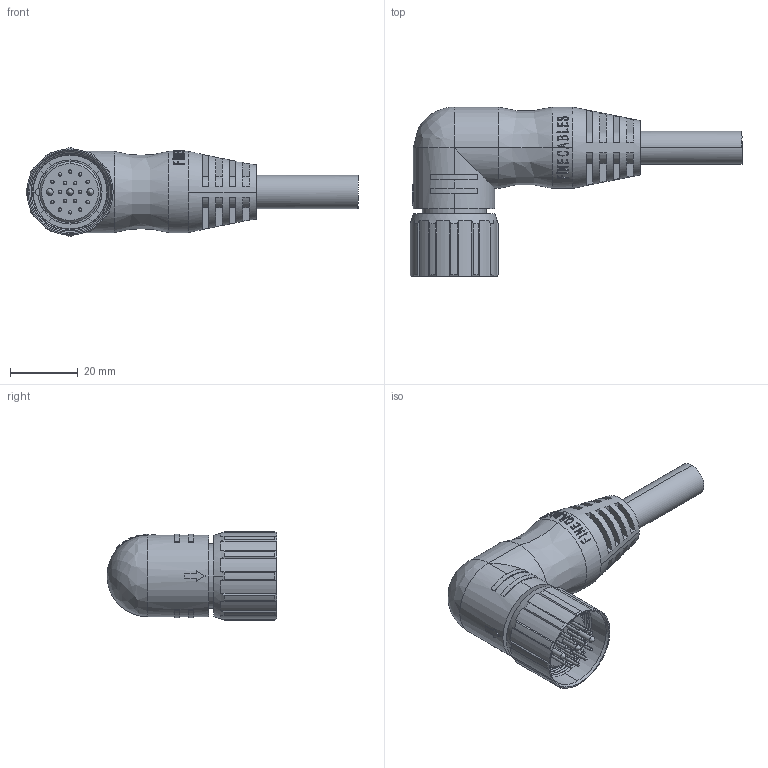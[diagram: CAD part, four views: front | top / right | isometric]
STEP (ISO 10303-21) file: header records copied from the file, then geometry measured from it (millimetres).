
FILE_DESCRIPTION (( 'STEP AP203' ), '1' );
FILE_NAME ('P373.STEP', '2020-04-15T07:13:41', ( 'edpusr' ), ( 'Microsoft' ), 'SwSTEP 2.0', 'SolidWorks 2015', '' );
FILE_SCHEMA (( 'CONFIG_CONTROL_DESIGN' ));
Length unit declared in the file: millimetre
Products named in the file (1): P373
Bounding box: 98 x 50.1 x 26 mm (x, y, z)
Volume: 35536.1 mm3; surface area: 14098.7 mm2
Topology: 3 solids, 3 shells, 536 faces, 1401 edges, 923 vertices
Faces by surface type: bspline 223, plane 167, cylinder 123, cone 23
Entity records: 31701 total; most frequent: CARTESIAN_POINT 20191, ORIENTED_EDGE 2800, DIRECTION 1588, EDGE_CURVE 1400, VERTEX_POINT 923, B_SPLINE_CURVE_WITH_KNOTS 635, EDGE_LOOP 589, LINE 562
